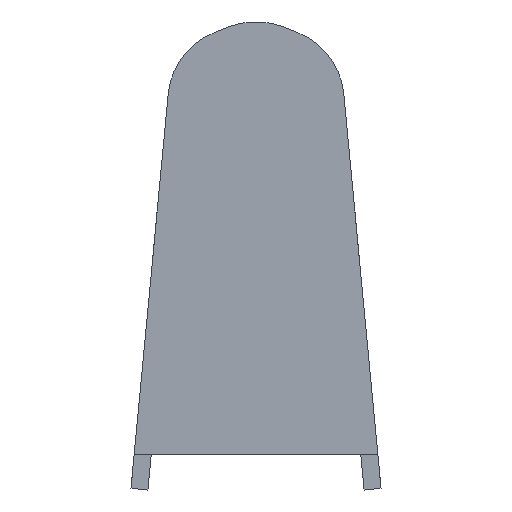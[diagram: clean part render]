
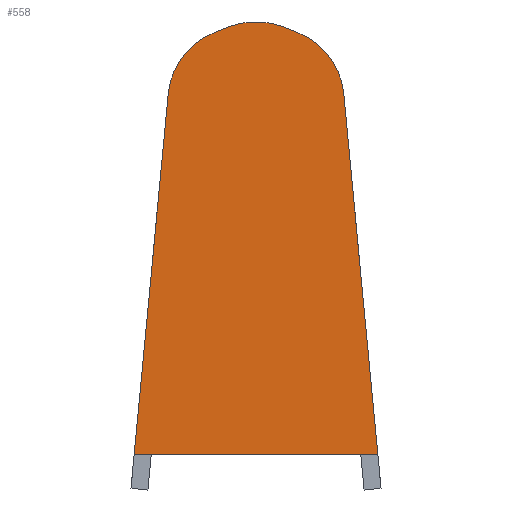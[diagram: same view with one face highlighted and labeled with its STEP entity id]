
A CAD part, left-side view. The second image highlights one B-rep face of the part: STEP entity #558.
In plain terms, the highlighted planar face has unit normal (-1, 0, 0).
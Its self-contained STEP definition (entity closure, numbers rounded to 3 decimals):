
#35=PLANE('',#612);
#67=FACE_OUTER_BOUND('',#99,.T.);
#99=EDGE_LOOP('',(#480,#481,#482,#483,#484,#485,#486,#487));
#116=LINE('',#788,#186);
#149=LINE('',#860,#219);
#152=LINE('',#865,#222);
#155=LINE('',#872,#225);
#157=LINE('',#878,#227);
#186=VECTOR('',#639,10.);
#219=VECTOR('',#700,10.);
#222=VECTOR('',#705,10.);
#225=VECTOR('',#714,10.);
#227=VECTOR('',#722,10.);
#253=CIRCLE('',#589,315.);
#256=CIRCLE('',#607,300.);
#257=CIRCLE('',#610,300.);
#260=VERTEX_POINT('',#778);
#261=VERTEX_POINT('',#780);
#263=VERTEX_POINT('',#786);
#287=VERTEX_POINT('',#858);
#288=VERTEX_POINT('',#859);
#289=VERTEX_POINT('',#864);
#290=VERTEX_POINT('',#868);
#291=VERTEX_POINT('',#874);
#310=EDGE_CURVE('',#260,#261,#253,.T.);
#314=EDGE_CURVE('',#260,#263,#116,.T.);
#349=EDGE_CURVE('',#287,#288,#149,.T.);
#352=EDGE_CURVE('',#287,#289,#152,.T.);
#354=EDGE_CURVE('',#290,#289,#256,.T.);
#356=EDGE_CURVE('',#261,#290,#155,.T.);
#357=EDGE_CURVE('',#291,#263,#257,.T.);
#359=EDGE_CURVE('',#288,#291,#157,.T.);
#480=ORIENTED_EDGE('',*,*,#310,.F.);
#481=ORIENTED_EDGE('',*,*,#314,.T.);
#482=ORIENTED_EDGE('',*,*,#357,.F.);
#483=ORIENTED_EDGE('',*,*,#359,.F.);
#484=ORIENTED_EDGE('',*,*,#349,.F.);
#485=ORIENTED_EDGE('',*,*,#352,.T.);
#486=ORIENTED_EDGE('',*,*,#354,.F.);
#487=ORIENTED_EDGE('',*,*,#356,.F.);
#558=ADVANCED_FACE('',(#67),#35,.F.);
#589=AXIS2_PLACEMENT_3D('',#781,#632,#633);
#607=AXIS2_PLACEMENT_3D('',#869,#709,#710);
#610=AXIS2_PLACEMENT_3D('',#875,#717,#718);
#612=AXIS2_PLACEMENT_3D('',#879,#723,#724);
#632=DIRECTION('center_axis',(1.,0.,0.));
#633=DIRECTION('ref_axis',(0.,0.,1.));
#639=DIRECTION('',(0.,0.929,-0.369));
#700=DIRECTION('',(0.,1.,0.));
#705=DIRECTION('',(0.,0.094,0.996));
#709=DIRECTION('center_axis',(1.,0.,0.));
#710=DIRECTION('ref_axis',(0.,-0.369,0.929));
#714=DIRECTION('',(0.,-0.929,-0.369));
#717=DIRECTION('center_axis',(1.,0.,0.));
#718=DIRECTION('ref_axis',(0.,0.996,0.094));
#722=DIRECTION('',(0.,-0.094,0.996));
#723=DIRECTION('center_axis',(1.,0.,0.));
#724=DIRECTION('ref_axis',(0.,1.,0.));
#778=CARTESIAN_POINT('',(0.,116.301,1753.796));
#780=CARTESIAN_POINT('',(0.,-116.301,1753.796));
#781=CARTESIAN_POINT('Origin',(0.,0.,1461.052));
#786=CARTESIAN_POINT('',(0.,172.044,1731.65));
#788=CARTESIAN_POINT('',(0.,0.,1800.));
#858=CARTESIAN_POINT('',(0.,-500.,0.));
#859=CARTESIAN_POINT('',(0.,500.,0.));
#860=CARTESIAN_POINT('',(0.,-500.,0.));
#864=CARTESIAN_POINT('',(0.,-359.948,1481.089));
#865=CARTESIAN_POINT('',(0.,-500.,0.));
#868=CARTESIAN_POINT('',(0.,-172.044,1731.65));
#869=CARTESIAN_POINT('Origin',(0.,-61.281,1452.847));
#872=CARTESIAN_POINT('',(0.,0.,1800.));
#874=CARTESIAN_POINT('',(0.,359.948,1481.089));
#875=CARTESIAN_POINT('Origin',(0.,61.281,1452.847));
#878=CARTESIAN_POINT('',(0.,500.,0.));
#879=CARTESIAN_POINT('Origin',(0.,0.,900.));
